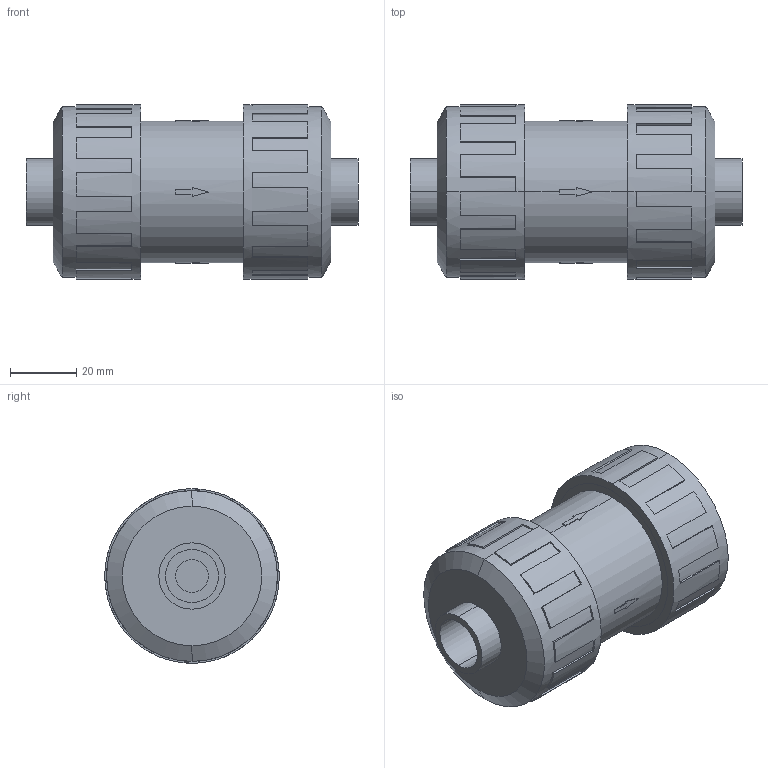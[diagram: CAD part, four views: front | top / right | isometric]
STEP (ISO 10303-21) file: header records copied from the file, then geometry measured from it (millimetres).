
FILE_DESCRIPTION(('STEP AP214'),'1');
FILE_NAME('cctmp_4FBA9FE8-3AA4-4E78-8F6B-BBA118F6AE5F_2022_09_13_10_26_56_0955..stp','2022-09-13T08:26:57',('Praher Valves GmbH'),('CADClick - www.CADClick.com'),'Spatial InterOp 3D',' ','unknown authorization');
FILE_SCHEMA(('AUTOMOTIVE_DESIGN'));
Length unit declared in the file: millimetre
Products named in the file (1): 121838
Bounding box: 100 x 52.5 x 52.5 mm (x, y, z)
Volume: 152419.2 mm3; surface area: 39080.4 mm2
Topology: 1 solids, 1 shells, 210 faces, 550 edges, 362 vertices
Faces by surface type: plane 164, cylinder 42, cone 4
Entity records: 8220 total; most frequent: DIRECTION 1186, CARTESIAN_POINT 1123, ORIENTED_EDGE 1100, EDGE_CURVE 550, AXIS2_PLACEMENT_3D 425, VERTEX_POINT 362, LINE 336, VECTOR 336
